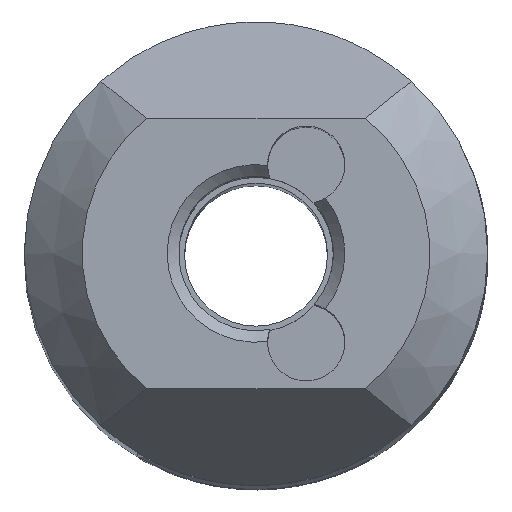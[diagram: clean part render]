
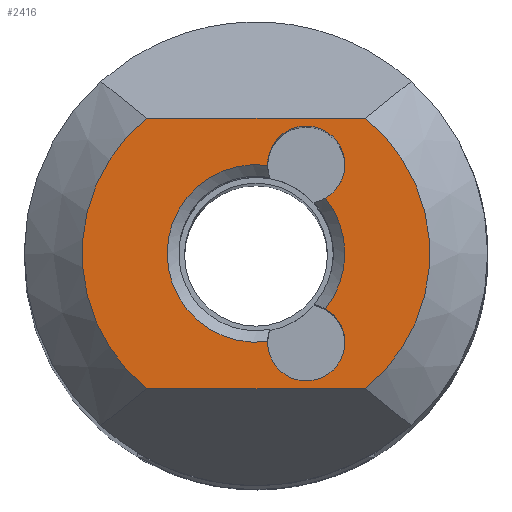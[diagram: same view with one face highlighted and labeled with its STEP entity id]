
A CAD part, top view. The second image highlights one B-rep face of the part: STEP entity #2416.
In plain terms, the highlighted planar face has unit normal (0, 0, 1).
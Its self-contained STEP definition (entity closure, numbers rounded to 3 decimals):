
#150 = CARTESIAN_POINT ( 'NONE',  ( 1.3, 2.3, 75. ) ) ;
#170 = ORIENTED_EDGE ( 'NONE', *, *, #2279, .T. ) ;
#176 = AXIS2_PLACEMENT_3D ( 'NONE', #1090, #300, #875 ) ;
#236 = EDGE_CURVE ( 'NONE', #1793, #618, #640, .T. ) ;
#300 = DIRECTION ( 'NONE',  ( 0., 0., -1. ) ) ;
#302 = AXIS2_PLACEMENT_3D ( 'NONE', #2382, #1011, #1404 ) ;
#337 = ORIENTED_EDGE ( 'NONE', *, *, #428, .F. ) ;
#354 = CIRCLE ( 'NONE', #2551, 4.5 ) ;
#428 = EDGE_CURVE ( 'NONE', #2063, #1364, #1588, .T. ) ;
#491 = ORIENTED_EDGE ( 'NONE', *, *, #797, .T. ) ;
#539 = EDGE_CURVE ( 'NONE', #2063, #2115, #354, .T. ) ;
#596 = AXIS2_PLACEMENT_3D ( 'NONE', #741, #701, #1191 ) ;
#598 = FACE_OUTER_BOUND ( 'NONE', #2105, .T. ) ;
#618 = VERTEX_POINT ( 'NONE', #788 ) ;
#630 = CARTESIAN_POINT ( 'NONE',  ( -2.828, -3.5, 75. ) ) ;
#640 = CIRCLE ( 'NONE', #1064, 1. ) ;
#685 = AXIS2_PLACEMENT_3D ( 'NONE', #2365, #1540, #961 ) ;
#697 = LINE ( 'NONE', #1500, #1232 ) ;
#701 = DIRECTION ( 'NONE',  ( 0., 0., 1. ) ) ;
#728 = EDGE_CURVE ( 'NONE', #1793, #945, #1271, .T. ) ;
#741 = CARTESIAN_POINT ( 'NONE',  ( 0., 0., 75. ) ) ;
#754 = DIRECTION ( 'NONE',  ( 1., 0., 0. ) ) ;
#783 = EDGE_CURVE ( 'NONE', #1504, #618, #1528, .T. ) ;
#788 = CARTESIAN_POINT ( 'NONE',  ( 0.3, 2.28, 75. ) ) ;
#797 = EDGE_CURVE ( 'NONE', #2115, #1602, #697, .T. ) ;
#867 = CARTESIAN_POINT ( 'NONE',  ( 1.799, -1.433, 75. ) ) ;
#875 = DIRECTION ( 'NONE',  ( 1., 0., 0. ) ) ;
#884 = ORIENTED_EDGE ( 'NONE', *, *, #236, .F. ) ;
#945 = VERTEX_POINT ( 'NONE', #867 ) ;
#961 = DIRECTION ( 'NONE',  ( 1., 0., 0. ) ) ;
#966 = DIRECTION ( 'NONE',  ( 0., 0., 1. ) ) ;
#1011 = DIRECTION ( 'NONE',  ( 0., 0., 1. ) ) ;
#1061 = EDGE_CURVE ( 'NONE', #1504, #945, #1483, .T. ) ;
#1064 = AXIS2_PLACEMENT_3D ( 'NONE', #150, #966, #2558 ) ;
#1090 = CARTESIAN_POINT ( 'NONE',  ( 0., 0., 75. ) ) ;
#1147 = CARTESIAN_POINT ( 'NONE',  ( 2.828, -3.5, 75. ) ) ;
#1191 = DIRECTION ( 'NONE',  ( 1., 0., 0. ) ) ;
#1205 = FACE_BOUND ( 'NONE', #1266, .T. ) ;
#1232 = VECTOR ( 'NONE', #2425, 1000. ) ;
#1266 = EDGE_LOOP ( 'NONE', ( #884, #2431, #2479, #1980 ) ) ;
#1271 = CIRCLE ( 'NONE', #176, 2.3 ) ;
#1315 = DIRECTION ( 'NONE',  ( 0., 0., 1. ) ) ;
#1364 = VERTEX_POINT ( 'NONE', #1794 ) ;
#1404 = DIRECTION ( 'NONE',  ( 1., 0., 0. ) ) ;
#1478 = ORIENTED_EDGE ( 'NONE', *, *, #539, .T. ) ;
#1483 = CIRCLE ( 'NONE', #685, 1. ) ;
#1500 = CARTESIAN_POINT ( 'NONE',  ( -6., -3.5, 75. ) ) ;
#1504 = VERTEX_POINT ( 'NONE', #2519 ) ;
#1528 = CIRCLE ( 'NONE', #2050, 2.3 ) ;
#1540 = DIRECTION ( 'NONE',  ( 0., 0., 1. ) ) ;
#1588 = LINE ( 'NONE', #2378, #2308 ) ;
#1602 = VERTEX_POINT ( 'NONE', #1147 ) ;
#1686 = DIRECTION ( 'NONE',  ( 1., 0., 0. ) ) ;
#1793 = VERTEX_POINT ( 'NONE', #2227 ) ;
#1794 = CARTESIAN_POINT ( 'NONE',  ( 2.828, 3.5, 75. ) ) ;
#1804 = DIRECTION ( 'NONE',  ( 1., 0., 0. ) ) ;
#1904 = CARTESIAN_POINT ( 'NONE',  ( 0., 0., 75. ) ) ;
#1915 = PLANE ( 'NONE',  #596 ) ;
#1980 = ORIENTED_EDGE ( 'NONE', *, *, #783, .T. ) ;
#2050 = AXIS2_PLACEMENT_3D ( 'NONE', #2231, #2241, #1686 ) ;
#2063 = VERTEX_POINT ( 'NONE', #2506 ) ;
#2105 = EDGE_LOOP ( 'NONE', ( #491, #170, #337, #1478 ) ) ;
#2115 = VERTEX_POINT ( 'NONE', #630 ) ;
#2216 = CIRCLE ( 'NONE', #302, 4.5 ) ;
#2227 = CARTESIAN_POINT ( 'NONE',  ( 1.799, 1.433, 75. ) ) ;
#2231 = CARTESIAN_POINT ( 'NONE',  ( 0., 0., 75. ) ) ;
#2241 = DIRECTION ( 'NONE',  ( 0., 0., -1. ) ) ;
#2279 = EDGE_CURVE ( 'NONE', #1602, #1364, #2216, .T. ) ;
#2308 = VECTOR ( 'NONE', #1804, 1000. ) ;
#2365 = CARTESIAN_POINT ( 'NONE',  ( 1.3, -2.3, 75. ) ) ;
#2378 = CARTESIAN_POINT ( 'NONE',  ( -6., 3.5, 75. ) ) ;
#2382 = CARTESIAN_POINT ( 'NONE',  ( 0., 0., 75. ) ) ;
#2416 = ADVANCED_FACE ( 'NONE', ( #598, #1205 ), #1915, .T. ) ;
#2425 = DIRECTION ( 'NONE',  ( 1., 0., 0. ) ) ;
#2431 = ORIENTED_EDGE ( 'NONE', *, *, #728, .T. ) ;
#2479 = ORIENTED_EDGE ( 'NONE', *, *, #1061, .F. ) ;
#2506 = CARTESIAN_POINT ( 'NONE',  ( -2.828, 3.5, 75. ) ) ;
#2519 = CARTESIAN_POINT ( 'NONE',  ( 0.3, -2.28, 75. ) ) ;
#2551 = AXIS2_PLACEMENT_3D ( 'NONE', #1904, #1315, #754 ) ;
#2558 = DIRECTION ( 'NONE',  ( 1., 0., 0. ) ) ;
